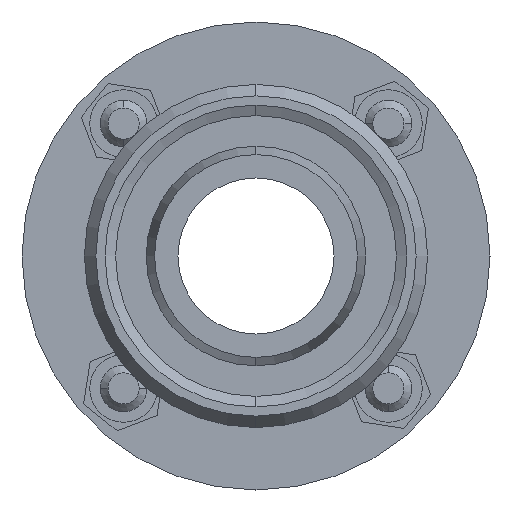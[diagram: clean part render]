
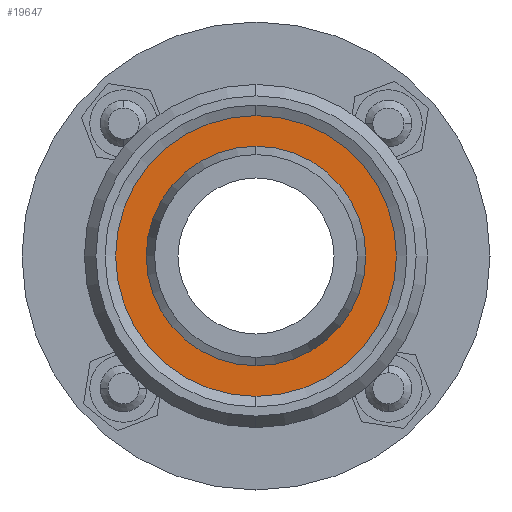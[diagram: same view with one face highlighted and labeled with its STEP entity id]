
A CAD part, left-side view. The second image highlights one B-rep face of the part: STEP entity #19647.
In plain terms, the highlighted planar face has unit normal (-1, 0, 0).
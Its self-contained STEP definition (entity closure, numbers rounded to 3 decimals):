
#910 = DIRECTION ( 'NONE',  ( 0., 0., 1. ) ) ;
#1285 = CARTESIAN_POINT ( 'NONE',  ( -67., 0., 12.6 ) ) ;
#1347 = CIRCLE ( 'NONE', #14294, 19.35 ) ;
#1859 = EDGE_CURVE ( 'NONE', #18830, #18893, #19568, .T. ) ;
#2280 = ORIENTED_EDGE ( 'NONE', *, *, #14897, .T. ) ;
#2889 = CARTESIAN_POINT ( 'NONE',  ( -67., 0., -12.6 ) ) ;
#3792 = CARTESIAN_POINT ( 'NONE',  ( -67., 0., 0. ) ) ;
#4580 = CARTESIAN_POINT ( 'NONE',  ( -67., 0., 0. ) ) ;
#5090 = AXIS2_PLACEMENT_3D ( 'NONE', #17975, #6796, #21779 ) ;
#6796 = DIRECTION ( 'NONE',  ( 1., 0., 0. ) ) ;
#6891 = CARTESIAN_POINT ( 'NONE',  ( -67., 0., -19.35 ) ) ;
#7738 = AXIS2_PLACEMENT_3D ( 'NONE', #4580, #12100, #910 ) ;
#8075 = EDGE_CURVE ( 'NONE', #15159, #21371, #1347, .T. ) ;
#8987 = AXIS2_PLACEMENT_3D ( 'NONE', #3792, #9702, #11539 ) ;
#9295 = EDGE_LOOP ( 'NONE', ( #20272, #2280 ) ) ;
#9702 = DIRECTION ( 'NONE',  ( -1., 0., 0. ) ) ;
#10495 = FACE_BOUND ( 'NONE', #18014, .T. ) ;
#10715 = CARTESIAN_POINT ( 'NONE',  ( -67., 0., 19.35 ) ) ;
#10743 = FACE_OUTER_BOUND ( 'NONE', #9295, .T. ) ;
#11352 = DIRECTION ( 'NONE',  ( 0., 0., 1. ) ) ;
#11539 = DIRECTION ( 'NONE',  ( 0., 0., 1. ) ) ;
#11790 = ORIENTED_EDGE ( 'NONE', *, *, #22642, .F. ) ;
#12100 = DIRECTION ( 'NONE',  ( -1., 0., 0. ) ) ;
#12345 = CARTESIAN_POINT ( 'NONE',  ( -67., 0., 0. ) ) ;
#14294 = AXIS2_PLACEMENT_3D ( 'NONE', #22156, #20555, #11352 ) ;
#14897 = EDGE_CURVE ( 'NONE', #21371, #15159, #16755, .T. ) ;
#15159 = VERTEX_POINT ( 'NONE', #10715 ) ;
#16145 = DIRECTION ( 'NONE',  ( -1., 0., 0. ) ) ;
#16464 = ORIENTED_EDGE ( 'NONE', *, *, #1859, .F. ) ;
#16755 = CIRCLE ( 'NONE', #7738, 19.35 ) ;
#17975 = CARTESIAN_POINT ( 'NONE',  ( -67., 19.35, 0. ) ) ;
#18014 = EDGE_LOOP ( 'NONE', ( #16464, #11790 ) ) ;
#18830 = VERTEX_POINT ( 'NONE', #1285 ) ;
#18893 = VERTEX_POINT ( 'NONE', #2889 ) ;
#19568 = CIRCLE ( 'NONE', #8987, 12.6 ) ;
#19647 = ADVANCED_FACE ( 'NONE', ( #10495, #10743 ), #23505, .F. ) ;
#20070 = DIRECTION ( 'NONE',  ( 0., 0., 1. ) ) ;
#20272 = ORIENTED_EDGE ( 'NONE', *, *, #8075, .T. ) ;
#20555 = DIRECTION ( 'NONE',  ( -1., 0., 0. ) ) ;
#21371 = VERTEX_POINT ( 'NONE', #6891 ) ;
#21779 = DIRECTION ( 'NONE',  ( 0., 0., -1. ) ) ;
#22156 = CARTESIAN_POINT ( 'NONE',  ( -67., 0., 0. ) ) ;
#22241 = CIRCLE ( 'NONE', #23022, 12.6 ) ;
#22642 = EDGE_CURVE ( 'NONE', #18893, #18830, #22241, .T. ) ;
#23022 = AXIS2_PLACEMENT_3D ( 'NONE', #12345, #16145, #20070 ) ;
#23505 = PLANE ( 'NONE',  #5090 ) ;
